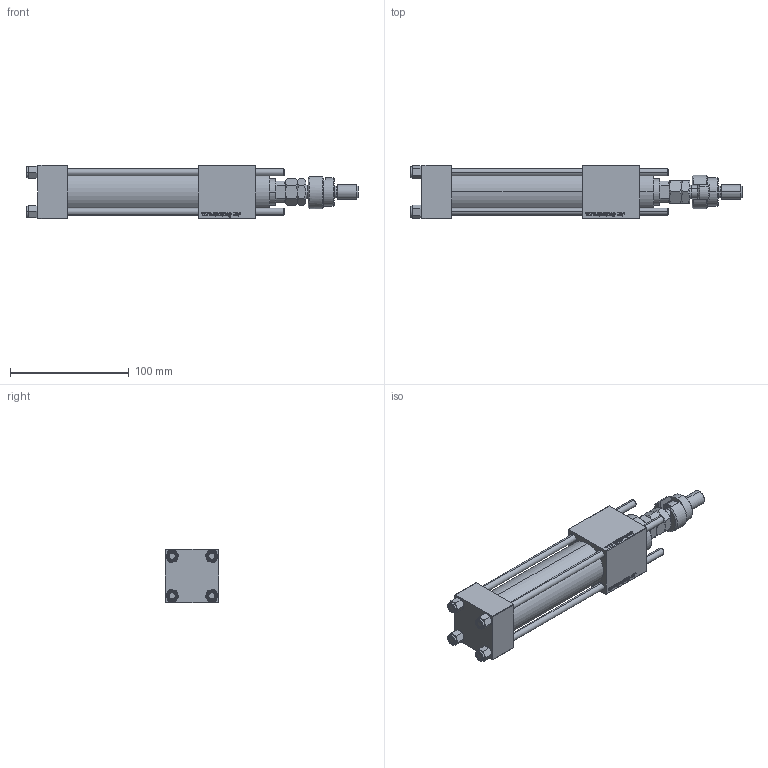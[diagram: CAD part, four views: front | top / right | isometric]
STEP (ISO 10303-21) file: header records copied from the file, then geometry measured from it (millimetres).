
FILE_DESCRIPTION (( 'STEP AP203' ), '1' );
FILE_NAME ('80cf.STEP', '2022-04-14T23:45:00', ( '' ), ( '' ), 'SwSTEP 2.0', 'SolidWorks 2019', '' );
FILE_SCHEMA (( 'CONFIG_CONTROL_DESIGN' ));
Length unit declared in the file: millimetre
Products named in the file (9): DFA b57a44a76791e4582d72bf40755a5d17; V215CR_VCP_B b57a44a76791e4582d72bf40755a5d17; NUT_M5_B b57a44a76791e4582d72bf40755a5d17; V215_VC_A b57a44a76791e4582d72bf40755a5d17; MFA b57a44a76791e4582d72bf40755a5d17; V215CR_B_TYCINKA b57a44a76791e4582d72bf40755a5d17; 80cf; FEMALE_PART_FOR_DFA b57a44a76791e4582d72bf40755a5d17; V215CR_B-1 b57a44a76791e4582d72bf40755a5d17
Assembly tree (14 placements, depth 3):
  80cf
    V215CR_B-1 b57a44a76791e4582d72bf40755a5d17
    V215CR_VCP_B b57a44a76791e4582d72bf40755a5d17
    NUT_M5_B b57a44a76791e4582d72bf40755a5d17  x4
    V215CR_B_TYCINKA b57a44a76791e4582d72bf40755a5d17  x4
    V215_VC_A b57a44a76791e4582d72bf40755a5d17
    DFA b57a44a76791e4582d72bf40755a5d17
      FEMALE_PART_FOR_DFA b57a44a76791e4582d72bf40755a5d17
      MFA b57a44a76791e4582d72bf40755a5d17
Bounding box: 279 x 45 x 45 mm (x, y, z)
Volume: 281555.1 mm3; surface area: 105761.7 mm2
Topology: 13 solids, 13 shells, 1241 faces, 3118 edges, 2009 vertices
Faces by surface type: bspline 504, plane 457, cone 176, cylinder 92, torus 12
Entity records: 59634 total; most frequent: CARTESIAN_POINT 34786, ORIENTED_EDGE 5728, DIRECTION 3290, EDGE_CURVE 2864, VERTEX_POINT 1865, LINE 1502, VECTOR 1502, EDGE_LOOP 1247
